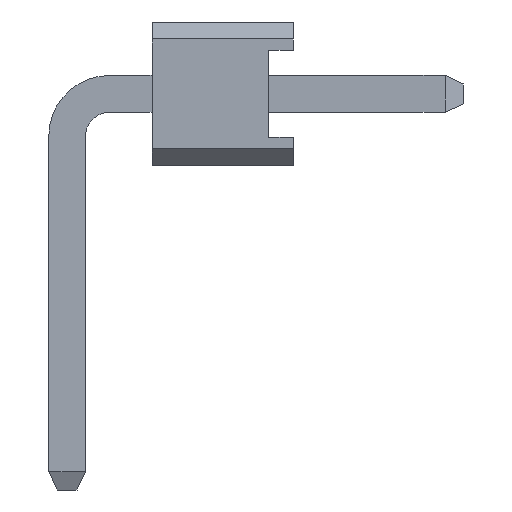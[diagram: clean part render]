
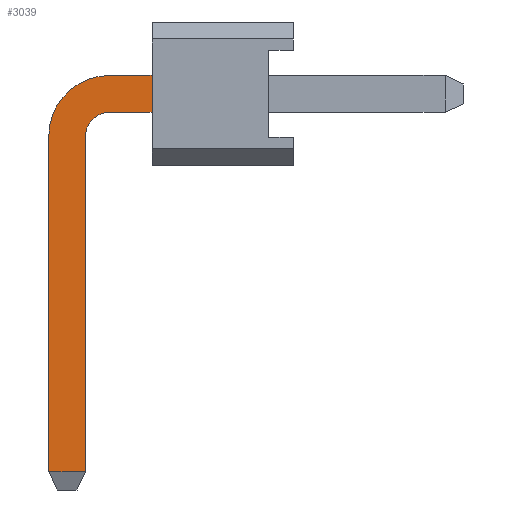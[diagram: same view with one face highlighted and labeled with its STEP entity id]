
A CAD part, left-side view. The second image highlights one B-rep face of the part: STEP entity #3039.
In plain terms, the highlighted planar face has unit normal (-1, 0, 0).
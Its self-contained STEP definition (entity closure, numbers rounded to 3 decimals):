
#1737 = ORIENTED_EDGE ( 'NONE', *, *, #3086, .F. ) ;
#2380 = EDGE_CURVE ( 'NONE', #2381, #2382, #7676, .T. ) ;
#2381 = VERTEX_POINT ( 'NONE', #7730 ) ;
#2382 = VERTEX_POINT ( 'NONE', #7729 ) ;
#3017 = VERTEX_POINT ( 'NONE', #9643 ) ;
#3018 = VERTEX_POINT ( 'NONE', #9642 ) ;
#3019 = ORIENTED_EDGE ( 'NONE', *, *, #3020, .T. ) ;
#3020 = EDGE_CURVE ( 'NONE', #3018, #3021, #9641, .T. ) ;
#3021 = VERTEX_POINT ( 'NONE', #9637 ) ;
#3022 = ORIENTED_EDGE ( 'NONE', *, *, #3023, .F. ) ;
#3023 = EDGE_CURVE ( 'NONE', #3024, #3021, #9636, .T. ) ;
#3024 = VERTEX_POINT ( 'NONE', #9632 ) ;
#3025 = ORIENTED_EDGE ( 'NONE', *, *, #3026, .F. ) ;
#3026 = EDGE_CURVE ( 'NONE', #3027, #3024, #9694, .T. ) ;
#3027 = VERTEX_POINT ( 'NONE', #9689 ) ;
#3028 = ORIENTED_EDGE ( 'NONE', *, *, #3029, .T. ) ;
#3029 = EDGE_CURVE ( 'NONE', #3027, #2381, #9688, .T. ) ;
#3030 = ORIENTED_EDGE ( 'NONE', *, *, #2380, .T. ) ;
#3039 = ADVANCED_FACE ( 'NONE', ( #9674 ), #9672, .F. ) ;
#3040 = EDGE_LOOP ( 'NONE', ( #3041, #3019, #3022, #3025, #3028, #3030, #1737, #3088 ) ) ;
#3041 = ORIENTED_EDGE ( 'NONE', *, *, #3042, .T. ) ;
#3042 = EDGE_CURVE ( 'NONE', #3017, #3018, #9673, .T. ) ;
#3086 = EDGE_CURVE ( 'NONE', #3087, #2382, #9788, .T. ) ;
#3087 = VERTEX_POINT ( 'NONE', #9779 ) ;
#3088 = ORIENTED_EDGE ( 'NONE', *, *, #3089, .T. ) ;
#3089 = EDGE_CURVE ( 'NONE', #3087, #3017, #9778, .T. ) ;
#7676 = LINE ( 'NONE', #7733, #7732 ) ;
#7729 = CARTESIAN_POINT ( 'NONE',  ( -0.325, 2.5, 0.325 ) ) ;
#7730 = CARTESIAN_POINT ( 'NONE',  ( -0.325, 2.5, -0.325 ) ) ;
#7731 = DIRECTION ( 'NONE',  ( 0., 0., 1. ) ) ;
#7732 = VECTOR ( 'NONE', #7731, 1000. ) ;
#7733 = CARTESIAN_POINT ( 'NONE',  ( -0.325, 2.5, -1.27 ) ) ;
#9632 = CARTESIAN_POINT ( 'NONE',  ( -0.325, 3.675, -0.75 ) ) ;
#9633 = DIRECTION ( 'NONE',  ( 0., 0., -1. ) ) ;
#9634 = VECTOR ( 'NONE', #9633, 1000. ) ;
#9635 = CARTESIAN_POINT ( 'NONE',  ( -0.325, 3.675, -0.75 ) ) ;
#9636 = LINE ( 'NONE', #9635, #9634 ) ;
#9637 = CARTESIAN_POINT ( 'NONE',  ( -0.325, 3.675, -6.678 ) ) ;
#9638 = DIRECTION ( 'NONE',  ( 0., -1., 0. ) ) ;
#9639 = VECTOR ( 'NONE', #9638, 1000. ) ;
#9640 = CARTESIAN_POINT ( 'NONE',  ( -0.325, 3.25, -6.678 ) ) ;
#9641 = LINE ( 'NONE', #9640, #9639 ) ;
#9642 = CARTESIAN_POINT ( 'NONE',  ( -0.325, 4.325, -6.678 ) ) ;
#9643 = CARTESIAN_POINT ( 'NONE',  ( -0.325, 4.325, -0.75 ) ) ;
#9665 = DIRECTION ( 'NONE',  ( 0., 0., -1. ) ) ;
#9666 = VECTOR ( 'NONE', #9665, 1000. ) ;
#9667 = CARTESIAN_POINT ( 'NONE',  ( -0.325, 4.325, -0.75 ) ) ;
#9668 = DIRECTION ( 'NONE',  ( 0., 0., -1. ) ) ;
#9669 = DIRECTION ( 'NONE',  ( 1., 0., 0. ) ) ;
#9670 = CARTESIAN_POINT ( 'NONE',  ( -0.325, 3.25, 0.325 ) ) ;
#9671 = AXIS2_PLACEMENT_3D ( 'NONE', #9670, #9669, #9668 ) ;
#9672 = PLANE ( 'NONE',  #9671 ) ;
#9673 = LINE ( 'NONE', #9667, #9666 ) ;
#9674 = FACE_OUTER_BOUND ( 'NONE', #3040, .T. ) ;
#9685 = DIRECTION ( 'NONE',  ( 0., -1., 0. ) ) ;
#9686 = VECTOR ( 'NONE', #9685, 1000. ) ;
#9687 = CARTESIAN_POINT ( 'NONE',  ( -0.325, 3.25, -0.325 ) ) ;
#9688 = LINE ( 'NONE', #9687, #9686 ) ;
#9689 = CARTESIAN_POINT ( 'NONE',  ( -0.325, 3.25, -0.325 ) ) ;
#9690 = DIRECTION ( 'NONE',  ( 0., 0., 1. ) ) ;
#9691 = DIRECTION ( 'NONE',  ( -1., 0., 0. ) ) ;
#9692 = CARTESIAN_POINT ( 'NONE',  ( -0.325, 3.25, -0.75 ) ) ;
#9693 = AXIS2_PLACEMENT_3D ( 'NONE', #9692, #9691, #9690 ) ;
#9694 = CIRCLE ( 'NONE', #9693, 0.425 ) ;
#9774 = DIRECTION ( 'NONE',  ( 0., 0., 1. ) ) ;
#9775 = DIRECTION ( 'NONE',  ( -1., 0., 0. ) ) ;
#9776 = CARTESIAN_POINT ( 'NONE',  ( -0.325, 3.25, -0.75 ) ) ;
#9777 = AXIS2_PLACEMENT_3D ( 'NONE', #9776, #9775, #9774 ) ;
#9778 = CIRCLE ( 'NONE', #9777, 1.075 ) ;
#9779 = CARTESIAN_POINT ( 'NONE',  ( -0.325, 3.25, 0.325 ) ) ;
#9780 = DIRECTION ( 'NONE',  ( 0., -1., 0. ) ) ;
#9781 = VECTOR ( 'NONE', #9780, 1000. ) ;
#9782 = CARTESIAN_POINT ( 'NONE',  ( -0.325, 3.25, 0.325 ) ) ;
#9788 = LINE ( 'NONE', #9782, #9781 ) ;
